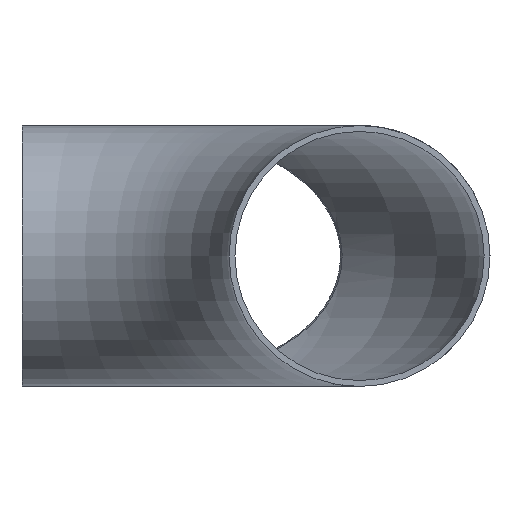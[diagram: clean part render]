
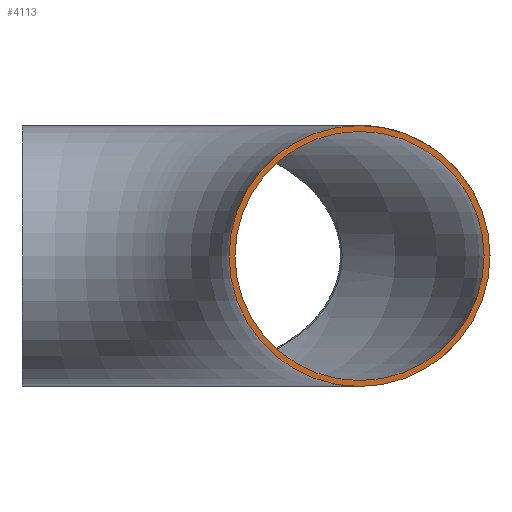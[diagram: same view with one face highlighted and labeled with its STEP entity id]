
A CAD part, left-side view. The second image highlights one B-rep face of the part: STEP entity #4113.
In plain terms, the highlighted planar face has unit normal (-1, 0, 0).
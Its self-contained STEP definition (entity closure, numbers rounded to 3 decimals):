
#256 = VERTEX_POINT ( 'NONE', #312 ) ;
#312 = CARTESIAN_POINT ( 'NONE',  ( -115., -157.45, 0. ) ) ;
#374 = AXIS2_PLACEMENT_3D ( 'NONE', #8663, #4028, #7700 ) ;
#510 = CARTESIAN_POINT ( 'NONE',  ( -115., 0., 50.988 ) ) ;
#732 = CIRCLE ( 'NONE', #10946, 42.45 ) ;
#895 = CIRCLE ( 'NONE', #374, 44.45 ) ;
#1885 = DIRECTION ( 'NONE',  ( 0., -1., 0. ) ) ;
#2924 = AXIS2_PLACEMENT_3D ( 'NONE', #510, #6042, #9608 ) ;
#3295 = FACE_BOUND ( 'NONE', #9629, .T. ) ;
#4028 = DIRECTION ( 'NONE',  ( -1., 0., 0. ) ) ;
#4113 = ADVANCED_FACE ( 'NONE', ( #3295, #8491 ), #8737, .T. ) ;
#4724 = ORIENTED_EDGE ( 'NONE', *, *, #6044, .F. ) ;
#4796 = CARTESIAN_POINT ( 'NONE',  ( -115., -115., 0. ) ) ;
#5191 = VERTEX_POINT ( 'NONE', #5880 ) ;
#5466 = EDGE_LOOP ( 'NONE', ( #10238 ) ) ;
#5880 = CARTESIAN_POINT ( 'NONE',  ( -115., -159.45, 0. ) ) ;
#6042 = DIRECTION ( 'NONE',  ( -1., 0., 0. ) ) ;
#6044 = EDGE_CURVE ( 'NONE', #256, #256, #732, .T. ) ;
#7700 = DIRECTION ( 'NONE',  ( 0., -1., 0. ) ) ;
#8491 = FACE_OUTER_BOUND ( 'NONE', #5466, .T. ) ;
#8663 = CARTESIAN_POINT ( 'NONE',  ( -115., -115., 0. ) ) ;
#8737 = PLANE ( 'NONE',  #2924 ) ;
#9068 = DIRECTION ( 'NONE',  ( -1., 0., 0. ) ) ;
#9135 = EDGE_CURVE ( 'NONE', #5191, #5191, #895, .T. ) ;
#9608 = DIRECTION ( 'NONE',  ( 0., -1., 0. ) ) ;
#9629 = EDGE_LOOP ( 'NONE', ( #4724 ) ) ;
#10238 = ORIENTED_EDGE ( 'NONE', *, *, #9135, .T. ) ;
#10946 = AXIS2_PLACEMENT_3D ( 'NONE', #4796, #9068, #1885 ) ;
